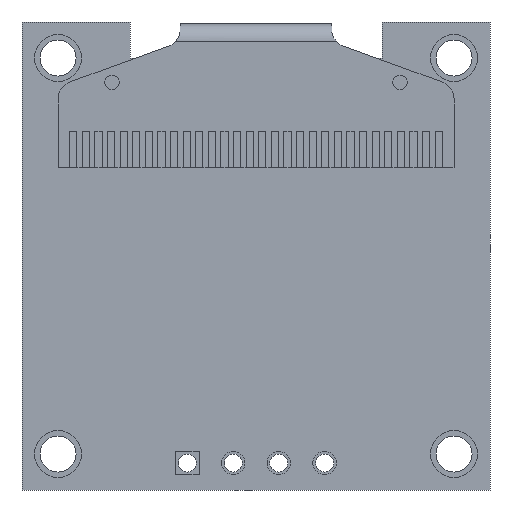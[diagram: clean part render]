
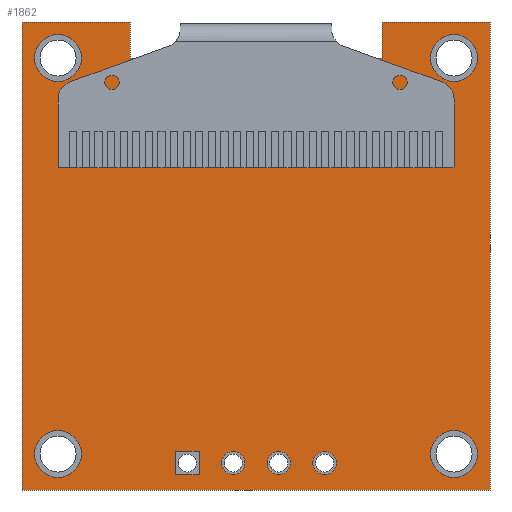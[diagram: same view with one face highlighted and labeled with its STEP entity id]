
A CAD part, front view. The second image highlights one B-rep face of the part: STEP entity #1862.
In plain terms, the highlighted planar face has unit normal (0, -1, 0).
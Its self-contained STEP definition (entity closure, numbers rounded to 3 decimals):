
#1368 = VERTEX_POINT('',#1369);
#1369 = CARTESIAN_POINT('',(11.,2.96,9.7));
#1375 = EDGE_CURVE('',#1368,#1376,#1378,.T.);
#1376 = VERTEX_POINT('',#1377);
#1377 = CARTESIAN_POINT('',(11.,2.96,12.3));
#1378 = CIRCLE('',#1379,1.3);
#1379 = AXIS2_PLACEMENT_3D('',#1380,#1381,#1382);
#1380 = CARTESIAN_POINT('',(11.,2.96,11.));
#1381 = DIRECTION('',(0.,1.,0.));
#1382 = DIRECTION('',(0.,-0.,1.));
#1410 = VERTEX_POINT('',#1411);
#1411 = CARTESIAN_POINT('',(-11.,2.96,9.7));
#1417 = EDGE_CURVE('',#1410,#1418,#1420,.T.);
#1418 = VERTEX_POINT('',#1419);
#1419 = CARTESIAN_POINT('',(-11.,2.96,12.3));
#1420 = CIRCLE('',#1421,1.3);
#1421 = AXIS2_PLACEMENT_3D('',#1422,#1423,#1424);
#1422 = CARTESIAN_POINT('',(-11.,2.96,11.));
#1423 = DIRECTION('',(0.,1.,0.));
#1424 = DIRECTION('',(0.,-0.,-1.));
#1452 = VERTEX_POINT('',#1453);
#1453 = CARTESIAN_POINT('',(11.,2.96,-12.3));
#1459 = EDGE_CURVE('',#1452,#1460,#1462,.T.);
#1460 = VERTEX_POINT('',#1461);
#1461 = CARTESIAN_POINT('',(11.,2.96,-9.7));
#1462 = CIRCLE('',#1463,1.3);
#1463 = AXIS2_PLACEMENT_3D('',#1464,#1465,#1466);
#1464 = CARTESIAN_POINT('',(11.,2.96,-11.));
#1465 = DIRECTION('',(0.,1.,0.));
#1466 = DIRECTION('',(0.,-0.,-1.));
#1494 = VERTEX_POINT('',#1495);
#1495 = CARTESIAN_POINT('',(-11.,2.96,-12.3));
#1501 = EDGE_CURVE('',#1494,#1502,#1504,.T.);
#1502 = VERTEX_POINT('',#1503);
#1503 = CARTESIAN_POINT('',(-11.,2.96,-9.7));
#1504 = CIRCLE('',#1505,1.3);
#1505 = AXIS2_PLACEMENT_3D('',#1506,#1507,#1508);
#1506 = CARTESIAN_POINT('',(-11.,2.96,-11.));
#1507 = DIRECTION('',(0.,1.,0.));
#1508 = DIRECTION('',(0.,-0.,1.));
#1536 = VERTEX_POINT('',#1537);
#1537 = CARTESIAN_POINT('',(3.81,2.96,-12.15));
#1543 = EDGE_CURVE('',#1536,#1544,#1546,.T.);
#1544 = VERTEX_POINT('',#1545);
#1545 = CARTESIAN_POINT('',(3.81,2.96,-10.85));
#1546 = CIRCLE('',#1547,0.65);
#1547 = AXIS2_PLACEMENT_3D('',#1548,#1549,#1550);
#1548 = CARTESIAN_POINT('',(3.81,2.96,-11.5));
#1549 = DIRECTION('',(0.,1.,0.));
#1550 = DIRECTION('',(0.,-0.,1.));
#1578 = VERTEX_POINT('',#1579);
#1579 = CARTESIAN_POINT('',(1.27,2.96,-12.15));
#1585 = EDGE_CURVE('',#1578,#1586,#1588,.T.);
#1586 = VERTEX_POINT('',#1587);
#1587 = CARTESIAN_POINT('',(1.27,2.96,-10.85));
#1588 = CIRCLE('',#1589,0.65);
#1589 = AXIS2_PLACEMENT_3D('',#1590,#1591,#1592);
#1590 = CARTESIAN_POINT('',(1.27,2.96,-11.5));
#1591 = DIRECTION('',(0.,1.,0.));
#1592 = DIRECTION('',(0.,-0.,1.));
#1620 = VERTEX_POINT('',#1621);
#1621 = CARTESIAN_POINT('',(-1.27,2.96,-12.15));
#1627 = EDGE_CURVE('',#1620,#1628,#1630,.T.);
#1628 = VERTEX_POINT('',#1629);
#1629 = CARTESIAN_POINT('',(-1.27,2.96,-10.85));
#1630 = CIRCLE('',#1631,0.65);
#1631 = AXIS2_PLACEMENT_3D('',#1632,#1633,#1634);
#1632 = CARTESIAN_POINT('',(-1.27,2.96,-11.5));
#1633 = DIRECTION('',(0.,1.,0.));
#1634 = DIRECTION('',(0.,-0.,1.));
#1670 = VERTEX_POINT('',#1671);
#1671 = CARTESIAN_POINT('',(7.,2.96,13.));
#1677 = EDGE_CURVE('',#1670,#1678,#1680,.T.);
#1678 = VERTEX_POINT('',#1679);
#1679 = CARTESIAN_POINT('',(13.,2.96,13.));
#1680 = LINE('',#1681,#1682);
#1681 = CARTESIAN_POINT('',(-13.,2.96,13.));
#1682 = VECTOR('',#1683,1.);
#1683 = DIRECTION('',(1.,0.,0.));
#1862 = ADVANCED_FACE('',(#1863,#1897,#1954,#1964,#1974,#1984,#1994,
    #2004,#2014),#2024,.T.);
#1863 = FACE_BOUND('',#1864,.T.);
#1864 = EDGE_LOOP('',(#1865,#1875,#1883,#1891));
#1865 = ORIENTED_EDGE('',*,*,#1866,.T.);
#1866 = EDGE_CURVE('',#1867,#1869,#1871,.T.);
#1867 = VERTEX_POINT('',#1868);
#1868 = CARTESIAN_POINT('',(-3.16,2.96,-10.85));
#1869 = VERTEX_POINT('',#1870);
#1870 = CARTESIAN_POINT('',(-3.16,2.96,-12.15));
#1871 = LINE('',#1872,#1873);
#1872 = CARTESIAN_POINT('',(-3.16,2.96,-12.15));
#1873 = VECTOR('',#1874,1.);
#1874 = DIRECTION('',(0.,0.,-1.));
#1875 = ORIENTED_EDGE('',*,*,#1876,.T.);
#1876 = EDGE_CURVE('',#1869,#1877,#1879,.T.);
#1877 = VERTEX_POINT('',#1878);
#1878 = CARTESIAN_POINT('',(-4.46,2.96,-12.15));
#1879 = LINE('',#1880,#1881);
#1880 = CARTESIAN_POINT('',(-3.16,2.96,-12.15));
#1881 = VECTOR('',#1882,1.);
#1882 = DIRECTION('',(-1.,0.,0.));
#1883 = ORIENTED_EDGE('',*,*,#1884,.T.);
#1884 = EDGE_CURVE('',#1877,#1885,#1887,.T.);
#1885 = VERTEX_POINT('',#1886);
#1886 = CARTESIAN_POINT('',(-4.46,2.96,-10.85));
#1887 = LINE('',#1888,#1889);
#1888 = CARTESIAN_POINT('',(-4.46,2.96,-12.15));
#1889 = VECTOR('',#1890,1.);
#1890 = DIRECTION('',(0.,0.,1.));
#1891 = ORIENTED_EDGE('',*,*,#1892,.T.);
#1892 = EDGE_CURVE('',#1885,#1867,#1893,.T.);
#1893 = LINE('',#1894,#1895);
#1894 = CARTESIAN_POINT('',(-3.16,2.96,-10.85));
#1895 = VECTOR('',#1896,1.);
#1896 = DIRECTION('',(1.,0.,-0.));
#1897 = FACE_BOUND('',#1898,.T.);
#1898 = EDGE_LOOP('',(#1899,#1907,#1915,#1923,#1931,#1939,#1947,#1953));
#1899 = ORIENTED_EDGE('',*,*,#1900,.F.);
#1900 = EDGE_CURVE('',#1901,#1670,#1903,.T.);
#1901 = VERTEX_POINT('',#1902);
#1902 = CARTESIAN_POINT('',(7.,2.96,11.));
#1903 = LINE('',#1904,#1905);
#1904 = CARTESIAN_POINT('',(7.,2.96,-0.));
#1905 = VECTOR('',#1906,1.);
#1906 = DIRECTION('',(0.,0.,1.));
#1907 = ORIENTED_EDGE('',*,*,#1908,.F.);
#1908 = EDGE_CURVE('',#1909,#1901,#1911,.T.);
#1909 = VERTEX_POINT('',#1910);
#1910 = CARTESIAN_POINT('',(-7.,2.96,11.));
#1911 = LINE('',#1912,#1913);
#1912 = CARTESIAN_POINT('',(-0.,2.96,11.));
#1913 = VECTOR('',#1914,1.);
#1914 = DIRECTION('',(1.,0.,0.));
#1915 = ORIENTED_EDGE('',*,*,#1916,.F.);
#1916 = EDGE_CURVE('',#1917,#1909,#1919,.T.);
#1917 = VERTEX_POINT('',#1918);
#1918 = CARTESIAN_POINT('',(-7.,2.96,13.));
#1919 = LINE('',#1920,#1921);
#1920 = CARTESIAN_POINT('',(-7.,2.96,0.));
#1921 = VECTOR('',#1922,1.);
#1922 = DIRECTION('',(0.,0.,-1.));
#1923 = ORIENTED_EDGE('',*,*,#1924,.F.);
#1924 = EDGE_CURVE('',#1925,#1917,#1927,.T.);
#1925 = VERTEX_POINT('',#1926);
#1926 = CARTESIAN_POINT('',(-13.,2.96,13.));
#1927 = LINE('',#1928,#1929);
#1928 = CARTESIAN_POINT('',(-13.,2.96,13.));
#1929 = VECTOR('',#1930,1.);
#1930 = DIRECTION('',(1.,0.,0.));
#1931 = ORIENTED_EDGE('',*,*,#1932,.F.);
#1932 = EDGE_CURVE('',#1933,#1925,#1935,.T.);
#1933 = VERTEX_POINT('',#1934);
#1934 = CARTESIAN_POINT('',(-13.,2.96,-13.));
#1935 = LINE('',#1936,#1937);
#1936 = CARTESIAN_POINT('',(-13.,2.96,13.));
#1937 = VECTOR('',#1938,1.);
#1938 = DIRECTION('',(-0.,-0.,1.));
#1939 = ORIENTED_EDGE('',*,*,#1940,.F.);
#1940 = EDGE_CURVE('',#1941,#1933,#1943,.T.);
#1941 = VERTEX_POINT('',#1942);
#1942 = CARTESIAN_POINT('',(13.,2.96,-13.));
#1943 = LINE('',#1944,#1945);
#1944 = CARTESIAN_POINT('',(-13.,2.96,-13.));
#1945 = VECTOR('',#1946,1.);
#1946 = DIRECTION('',(-1.,-0.,-0.));
#1947 = ORIENTED_EDGE('',*,*,#1948,.F.);
#1948 = EDGE_CURVE('',#1678,#1941,#1949,.T.);
#1949 = LINE('',#1950,#1951);
#1950 = CARTESIAN_POINT('',(13.,2.96,13.));
#1951 = VECTOR('',#1952,1.);
#1952 = DIRECTION('',(0.,0.,-1.));
#1953 = ORIENTED_EDGE('',*,*,#1677,.F.);
#1954 = FACE_BOUND('',#1955,.T.);
#1955 = EDGE_LOOP('',(#1956,#1957));
#1956 = ORIENTED_EDGE('',*,*,#1417,.T.);
#1957 = ORIENTED_EDGE('',*,*,#1958,.T.);
#1958 = EDGE_CURVE('',#1418,#1410,#1959,.T.);
#1959 = CIRCLE('',#1960,1.3);
#1960 = AXIS2_PLACEMENT_3D('',#1961,#1962,#1963);
#1961 = CARTESIAN_POINT('',(-11.,2.96,11.));
#1962 = DIRECTION('',(0.,1.,0.));
#1963 = DIRECTION('',(0.,-0.,-1.));
#1964 = FACE_BOUND('',#1965,.T.);
#1965 = EDGE_LOOP('',(#1966,#1967));
#1966 = ORIENTED_EDGE('',*,*,#1501,.T.);
#1967 = ORIENTED_EDGE('',*,*,#1968,.T.);
#1968 = EDGE_CURVE('',#1502,#1494,#1969,.T.);
#1969 = CIRCLE('',#1970,1.3);
#1970 = AXIS2_PLACEMENT_3D('',#1971,#1972,#1973);
#1971 = CARTESIAN_POINT('',(-11.,2.96,-11.));
#1972 = DIRECTION('',(0.,1.,0.));
#1973 = DIRECTION('',(0.,-0.,1.));
#1974 = FACE_BOUND('',#1975,.T.);
#1975 = EDGE_LOOP('',(#1976,#1977));
#1976 = ORIENTED_EDGE('',*,*,#1585,.T.);
#1977 = ORIENTED_EDGE('',*,*,#1978,.T.);
#1978 = EDGE_CURVE('',#1586,#1578,#1979,.T.);
#1979 = CIRCLE('',#1980,0.65);
#1980 = AXIS2_PLACEMENT_3D('',#1981,#1982,#1983);
#1981 = CARTESIAN_POINT('',(1.27,2.96,-11.5));
#1982 = DIRECTION('',(0.,1.,0.));
#1983 = DIRECTION('',(0.,-0.,1.));
#1984 = FACE_BOUND('',#1985,.T.);
#1985 = EDGE_LOOP('',(#1986,#1987));
#1986 = ORIENTED_EDGE('',*,*,#1627,.T.);
#1987 = ORIENTED_EDGE('',*,*,#1988,.T.);
#1988 = EDGE_CURVE('',#1628,#1620,#1989,.T.);
#1989 = CIRCLE('',#1990,0.65);
#1990 = AXIS2_PLACEMENT_3D('',#1991,#1992,#1993);
#1991 = CARTESIAN_POINT('',(-1.27,2.96,-11.5));
#1992 = DIRECTION('',(0.,1.,0.));
#1993 = DIRECTION('',(0.,-0.,1.));
#1994 = FACE_BOUND('',#1995,.T.);
#1995 = EDGE_LOOP('',(#1996,#1997));
#1996 = ORIENTED_EDGE('',*,*,#1543,.T.);
#1997 = ORIENTED_EDGE('',*,*,#1998,.T.);
#1998 = EDGE_CURVE('',#1544,#1536,#1999,.T.);
#1999 = CIRCLE('',#2000,0.65);
#2000 = AXIS2_PLACEMENT_3D('',#2001,#2002,#2003);
#2001 = CARTESIAN_POINT('',(3.81,2.96,-11.5));
#2002 = DIRECTION('',(0.,1.,0.));
#2003 = DIRECTION('',(0.,-0.,1.));
#2004 = FACE_BOUND('',#2005,.T.);
#2005 = EDGE_LOOP('',(#2006,#2007));
#2006 = ORIENTED_EDGE('',*,*,#1459,.T.);
#2007 = ORIENTED_EDGE('',*,*,#2008,.T.);
#2008 = EDGE_CURVE('',#1460,#1452,#2009,.T.);
#2009 = CIRCLE('',#2010,1.3);
#2010 = AXIS2_PLACEMENT_3D('',#2011,#2012,#2013);
#2011 = CARTESIAN_POINT('',(11.,2.96,-11.));
#2012 = DIRECTION('',(0.,1.,0.));
#2013 = DIRECTION('',(0.,-0.,-1.));
#2014 = FACE_BOUND('',#2015,.T.);
#2015 = EDGE_LOOP('',(#2016,#2017));
#2016 = ORIENTED_EDGE('',*,*,#1375,.T.);
#2017 = ORIENTED_EDGE('',*,*,#2018,.T.);
#2018 = EDGE_CURVE('',#1376,#1368,#2019,.T.);
#2019 = CIRCLE('',#2020,1.3);
#2020 = AXIS2_PLACEMENT_3D('',#2021,#2022,#2023);
#2021 = CARTESIAN_POINT('',(11.,2.96,11.));
#2022 = DIRECTION('',(0.,1.,0.));
#2023 = DIRECTION('',(0.,-0.,1.));
#2024 = PLANE('',#2025);
#2025 = AXIS2_PLACEMENT_3D('',#2026,#2027,#2028);
#2026 = CARTESIAN_POINT('',(0.,2.96,0.));
#2027 = DIRECTION('',(0.,-1.,0.));
#2028 = DIRECTION('',(0.,-0.,-1.));
